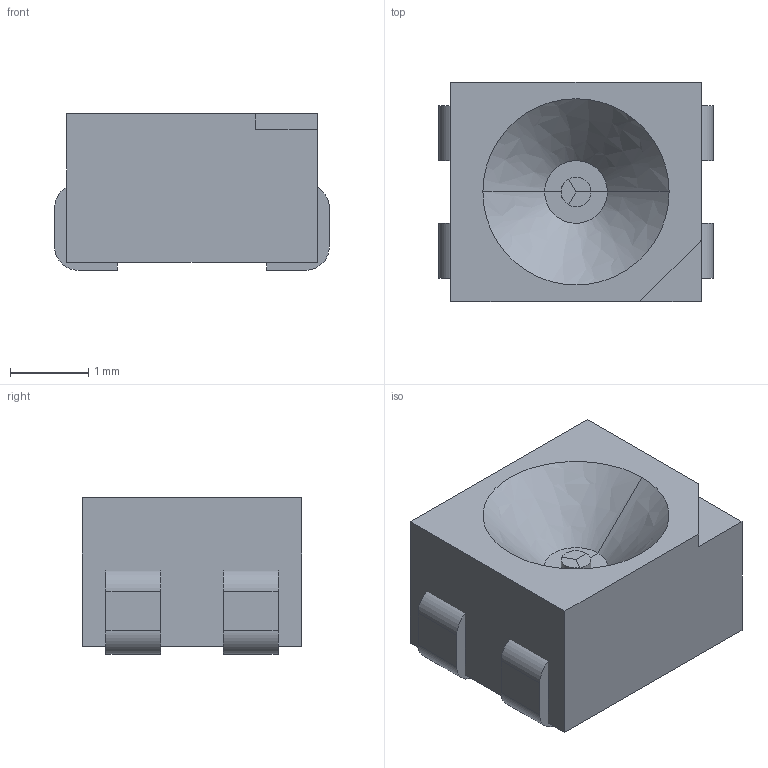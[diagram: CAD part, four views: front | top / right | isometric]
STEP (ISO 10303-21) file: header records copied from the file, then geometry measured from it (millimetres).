
FILE_DESCRIPTION(/* description */ (''),/* implementation_level */ '2;1');
FILE_NAME(/* name */ 'LED_RG~1',/* time_stamp */ '2016-12-06T21:59:28+01:00',/* author */ (''),/* organization */ (''),/* preprocessor_version */ 'ST-DEVELOPER v15',/* originating_system */ '',/* authorisation */ '');
FILE_SCHEMA (('AUTOMOTIVE_DESIGN'));
Length unit declared in the file: millimetre
Products named in the file (1): Document
Bounding box: 3.51 x 2.8 x 2 mm (x, y, z)
Volume: 16.2 mm3; surface area: 58.6 mm2
Topology: 8 solids, 8 shells, 83 faces, 199 edges, 131 vertices
Faces by surface type: bspline 61, plane 22
Entity records: 2253 total; most frequent: CARTESIAN_POINT 1081, ORIENTED_EDGE 394, EDGE_CURVE 197, VERTEX_POINT 131, EDGE_LOOP 84, ADVANCED_FACE 83, FACE_OUTER_BOUND 83, DIRECTION 26
